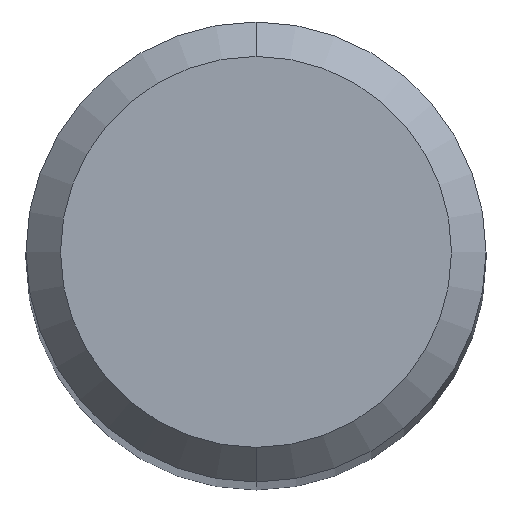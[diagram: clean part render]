
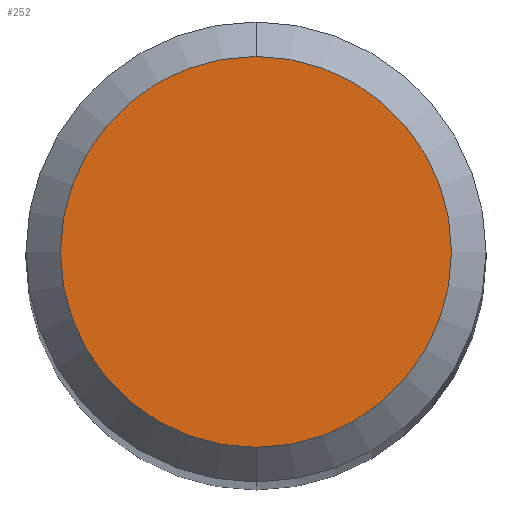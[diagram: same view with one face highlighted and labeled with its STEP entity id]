
A CAD part, top view. The second image highlights one B-rep face of the part: STEP entity #252.
In plain terms, the highlighted planar face has unit normal (0, 0, 1).
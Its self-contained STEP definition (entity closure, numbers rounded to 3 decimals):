
#190=EDGE_CURVE('',#246,#238,#401,.T.);
#238=VERTEX_POINT('',#456);
#246=VERTEX_POINT('',#465);
#252=ADVANCED_FACE('',(#473),#474,.T.);
#272=EDGE_CURVE('',#238,#246,#496,.T.);
#401=CIRCLE('',#648,1.7);
#456=CARTESIAN_POINT('',(0.0,1.7,39.13));
#465=CARTESIAN_POINT('',(0.,-1.7,39.13));
#473=FACE_OUTER_BOUND('',#733,.T.);
#474=PLANE('',#734);
#496=CIRCLE('',#765,1.7);
#648=AXIS2_PLACEMENT_3D('',#907,#908,#909);
#733=EDGE_LOOP('',(#1011,#1012));
#734=AXIS2_PLACEMENT_3D('',#1013,#1014,#1015);
#765=AXIS2_PLACEMENT_3D('',#1036,#1037,#1038);
#907=CARTESIAN_POINT('',(0.0,0.0,39.13));
#908=DIRECTION('',(0.0,0.0,-1.0));
#909=DIRECTION('',(0.0,1.0,0.0));
#1011=ORIENTED_EDGE('',*,*,#272,.F.);
#1012=ORIENTED_EDGE('',*,*,#190,.F.);
#1013=CARTESIAN_POINT('',(0.0,0.85,39.13));
#1014=DIRECTION('',(-0.0,0.0,1.0));
#1015=DIRECTION('',(0.0,-1.0,0.0));
#1036=CARTESIAN_POINT('',(0.0,0.0,39.13));
#1037=DIRECTION('',(0.0,0.0,-1.0));
#1038=DIRECTION('',(0.0,1.0,0.0));
